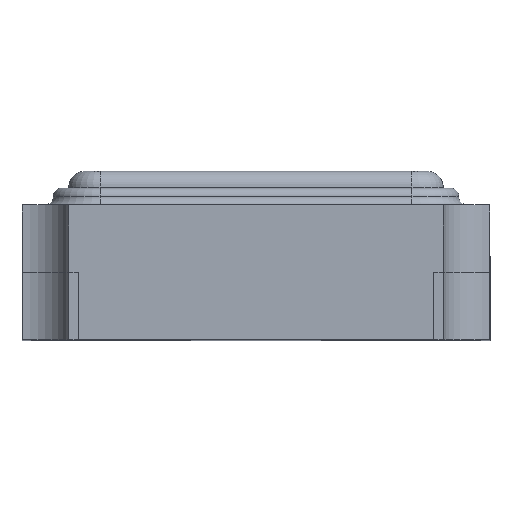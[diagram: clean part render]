
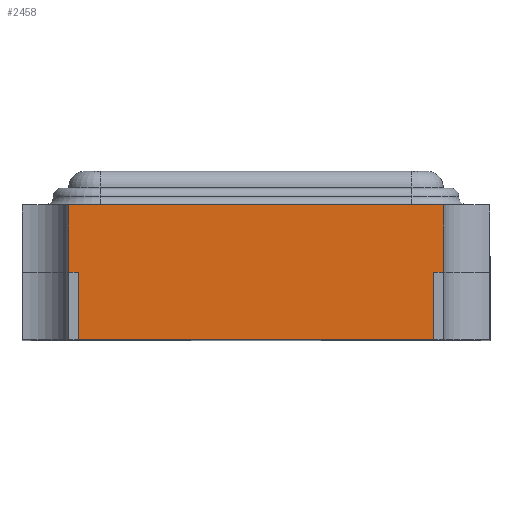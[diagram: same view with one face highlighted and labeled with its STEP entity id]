
A CAD part, top view. The second image highlights one B-rep face of the part: STEP entity #2458.
In plain terms, the highlighted planar face has unit normal (0, 0, 1).
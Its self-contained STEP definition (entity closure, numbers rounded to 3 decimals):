
#34 = VERTEX_POINT ( 'NONE', #1175 ) ;
#58 = CARTESIAN_POINT ( 'NONE',  ( 0.95, 0.36, 1.6 ) ) ;
#70 = CARTESIAN_POINT ( 'NONE',  ( 1., 0.36, 1.6 ) ) ;
#203 = EDGE_CURVE ( 'NONE', #2762, #2790, #3408, .T. ) ;
#391 = VECTOR ( 'NONE', #926, 1000. ) ;
#563 = ORIENTED_EDGE ( 'NONE', *, *, #3739, .T. ) ;
#566 = CARTESIAN_POINT ( 'NONE',  ( 0.95, 0., 1.6 ) ) ;
#580 = DIRECTION ( 'NONE',  ( -1., 0., 0. ) ) ;
#587 = CARTESIAN_POINT ( 'NONE',  ( -1., 0.72, 1.6 ) ) ;
#596 = DIRECTION ( 'NONE',  ( 0., -1., 0. ) ) ;
#655 = LINE ( 'NONE', #1516, #1726 ) ;
#661 = VERTEX_POINT ( 'NONE', #3393 ) ;
#826 = DIRECTION ( 'NONE',  ( -1., 0., 0. ) ) ;
#872 = DIRECTION ( 'NONE',  ( 0., -1., 0. ) ) ;
#886 = FACE_OUTER_BOUND ( 'NONE', #3173, .T. ) ;
#887 = LINE ( 'NONE', #2025, #2994 ) ;
#894 = EDGE_CURVE ( 'NONE', #3412, #2762, #1739, .T. ) ;
#926 = DIRECTION ( 'NONE',  ( 1., 0., 0. ) ) ;
#930 = VECTOR ( 'NONE', #2996, 1000. ) ;
#1096 = EDGE_CURVE ( 'NONE', #3175, #1976, #887, .T. ) ;
#1175 = CARTESIAN_POINT ( 'NONE',  ( -0.95, 0., 1.6 ) ) ;
#1185 = DIRECTION ( 'NONE',  ( -1., 0., 0. ) ) ;
#1327 = ORIENTED_EDGE ( 'NONE', *, *, #2033, .F. ) ;
#1516 = CARTESIAN_POINT ( 'NONE',  ( 1., 0.36, 1.6 ) ) ;
#1673 = LINE ( 'NONE', #3449, #1801 ) ;
#1726 = VECTOR ( 'NONE', #580, 1000. ) ;
#1739 = LINE ( 'NONE', #587, #930 ) ;
#1759 = CARTESIAN_POINT ( 'NONE',  ( -1.25, 4.781, 1.6 ) ) ;
#1801 = VECTOR ( 'NONE', #3132, 1000. ) ;
#1942 = ORIENTED_EDGE ( 'NONE', *, *, #894, .F. ) ;
#1976 = VERTEX_POINT ( 'NONE', #566 ) ;
#1988 = CARTESIAN_POINT ( 'NONE',  ( -0.95, 1.705, 1.6 ) ) ;
#2025 = CARTESIAN_POINT ( 'NONE',  ( 0.95, 1.705, 1.6 ) ) ;
#2033 = EDGE_CURVE ( 'NONE', #2519, #3175, #655, .T. ) ;
#2139 = ORIENTED_EDGE ( 'NONE', *, *, #3521, .F. ) ;
#2140 = CARTESIAN_POINT ( 'NONE',  ( -1., 0.36, 1.6 ) ) ;
#2308 = LINE ( 'NONE', #3508, #3209 ) ;
#2441 = CARTESIAN_POINT ( 'NONE',  ( 1., 0.72, 1.6 ) ) ;
#2458 = ADVANCED_FACE ( 'NONE', ( #886 ), #2697, .F. ) ;
#2519 = VERTEX_POINT ( 'NONE', #70 ) ;
#2697 = PLANE ( 'NONE',  #3491 ) ;
#2762 = VERTEX_POINT ( 'NONE', #3022 ) ;
#2770 = VECTOR ( 'NONE', #872, 1000. ) ;
#2790 = VERTEX_POINT ( 'NONE', #2441 ) ;
#2966 = ORIENTED_EDGE ( 'NONE', *, *, #3785, .F. ) ;
#2968 = DIRECTION ( 'NONE',  ( 0., 0., -1. ) ) ;
#2973 = LINE ( 'NONE', #3860, #2770 ) ;
#2994 = VECTOR ( 'NONE', #596, 1000. ) ;
#2996 = DIRECTION ( 'NONE',  ( 0., 1., 0. ) ) ;
#3022 = CARTESIAN_POINT ( 'NONE',  ( -1., 0.72, 1.6 ) ) ;
#3132 = DIRECTION ( 'NONE',  ( 1., 0., 0. ) ) ;
#3135 = CARTESIAN_POINT ( 'NONE',  ( -1.25, 0.72, 1.6 ) ) ;
#3156 = DIRECTION ( 'NONE',  ( 0., -1., 0. ) ) ;
#3173 = EDGE_LOOP ( 'NONE', ( #1942, #2966, #3478, #563, #3706, #1327, #2139, #3367 ) ) ;
#3175 = VERTEX_POINT ( 'NONE', #58 ) ;
#3209 = VECTOR ( 'NONE', #826, 1000. ) ;
#3367 = ORIENTED_EDGE ( 'NONE', *, *, #203, .F. ) ;
#3392 = VECTOR ( 'NONE', #3156, 1000. ) ;
#3393 = CARTESIAN_POINT ( 'NONE',  ( -0.95, 0.36, 1.6 ) ) ;
#3408 = LINE ( 'NONE', #3135, #391 ) ;
#3412 = VERTEX_POINT ( 'NONE', #2140 ) ;
#3423 = EDGE_CURVE ( 'NONE', #661, #34, #3490, .T. ) ;
#3449 = CARTESIAN_POINT ( 'NONE',  ( -1.25, 0., 1.6 ) ) ;
#3478 = ORIENTED_EDGE ( 'NONE', *, *, #3423, .T. ) ;
#3490 = LINE ( 'NONE', #1988, #3392 ) ;
#3491 = AXIS2_PLACEMENT_3D ( 'NONE', #1759, #2968, #1185 ) ;
#3508 = CARTESIAN_POINT ( 'NONE',  ( -1., 0.36, 1.6 ) ) ;
#3521 = EDGE_CURVE ( 'NONE', #2790, #2519, #2973, .T. ) ;
#3706 = ORIENTED_EDGE ( 'NONE', *, *, #1096, .F. ) ;
#3739 = EDGE_CURVE ( 'NONE', #34, #1976, #1673, .T. ) ;
#3785 = EDGE_CURVE ( 'NONE', #661, #3412, #2308, .T. ) ;
#3860 = CARTESIAN_POINT ( 'NONE',  ( 1., 0.72, 1.6 ) ) ;
